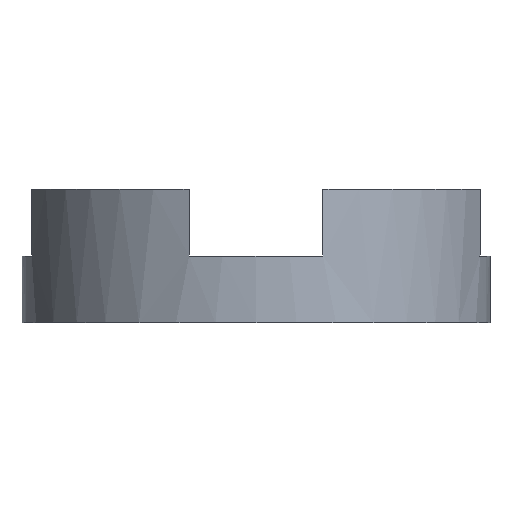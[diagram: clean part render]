
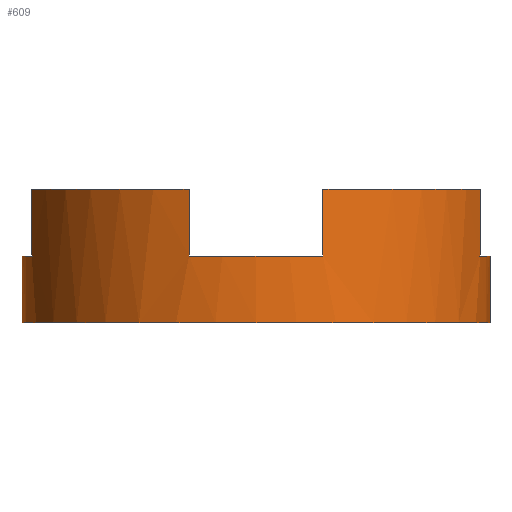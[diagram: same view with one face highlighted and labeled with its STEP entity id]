
A CAD part, front view. The second image highlights one B-rep face of the part: STEP entity #609.
In plain terms, the highlighted cylindrical face has radius 3.5 mm (diameter 7 mm), a partial arc.
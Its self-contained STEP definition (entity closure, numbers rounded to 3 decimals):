
#16 = VERTEX_POINT ( 'NONE', #773 ) ;
#29 = EDGE_CURVE ( 'NONE', #696, #438, #639, .T. ) ;
#30 = DIRECTION ( 'NONE',  ( 1., 0., 0. ) ) ;
#39 = CARTESIAN_POINT ( 'NONE',  ( -3.354, -1., 1. ) ) ;
#48 = CYLINDRICAL_SURFACE ( 'NONE', #84, 3.5 ) ;
#61 = FACE_OUTER_BOUND ( 'NONE', #716, .T. ) ;
#74 = VECTOR ( 'NONE', #175, 1000. ) ;
#77 = CARTESIAN_POINT ( 'NONE',  ( 3.5, 0., 2. ) ) ;
#78 = EDGE_CURVE ( 'NONE', #743, #448, #588, .T. ) ;
#84 = AXIS2_PLACEMENT_3D ( 'NONE', #416, #171, #782 ) ;
#93 = ORIENTED_EDGE ( 'NONE', *, *, #29, .T. ) ;
#100 = VERTEX_POINT ( 'NONE', #523 ) ;
#103 = EDGE_CURVE ( 'NONE', #691, #743, #112, .T. ) ;
#110 = CARTESIAN_POINT ( 'NONE',  ( -1., -3.354, 2. ) ) ;
#112 = CIRCLE ( 'NONE', #554, 3.5 ) ;
#131 = EDGE_CURVE ( 'NONE', #696, #258, #494, .T. ) ;
#137 = ORIENTED_EDGE ( 'NONE', *, *, #498, .T. ) ;
#145 = DIRECTION ( 'NONE',  ( 0., 0., 1. ) ) ;
#163 = LINE ( 'NONE', #303, #390 ) ;
#171 = DIRECTION ( 'NONE',  ( 0., 0., -1. ) ) ;
#174 = DIRECTION ( 'NONE',  ( -1., 0., 0. ) ) ;
#175 = DIRECTION ( 'NONE',  ( 0., 0., -1. ) ) ;
#193 = CIRCLE ( 'NONE', #358, 3.5 ) ;
#207 = ORIENTED_EDGE ( 'NONE', *, *, #719, .T. ) ;
#222 = ORIENTED_EDGE ( 'NONE', *, *, #286, .F. ) ;
#229 = CARTESIAN_POINT ( 'NONE',  ( 0., 0., 1. ) ) ;
#237 = CARTESIAN_POINT ( 'NONE',  ( -1., -3.354, 1. ) ) ;
#243 = DIRECTION ( 'NONE',  ( -1., 0., 0. ) ) ;
#256 = EDGE_CURVE ( 'NONE', #387, #100, #193, .T. ) ;
#258 = VERTEX_POINT ( 'NONE', #457 ) ;
#261 = DIRECTION ( 'NONE',  ( 0., 0., -1. ) ) ;
#286 = EDGE_CURVE ( 'NONE', #16, #448, #567, .T. ) ;
#294 = CARTESIAN_POINT ( 'NONE',  ( 1., -3.354, 2. ) ) ;
#296 = CARTESIAN_POINT ( 'NONE',  ( 0., 0., 1. ) ) ;
#302 = DIRECTION ( 'NONE',  ( 0., 0., -1. ) ) ;
#303 = CARTESIAN_POINT ( 'NONE',  ( 3.354, -1., 2. ) ) ;
#306 = LINE ( 'NONE', #602, #483 ) ;
#310 = CARTESIAN_POINT ( 'NONE',  ( 0., 0., 1. ) ) ;
#331 = VECTOR ( 'NONE', #591, 1000. ) ;
#333 = CIRCLE ( 'NONE', #669, 3.5 ) ;
#340 = DIRECTION ( 'NONE',  ( 0., 0., 1. ) ) ;
#343 = DIRECTION ( 'NONE',  ( 0., 0., -1. ) ) ;
#354 = DIRECTION ( 'NONE',  ( -1., 0., 0. ) ) ;
#358 = AXIS2_PLACEMENT_3D ( 'NONE', #681, #340, #689 ) ;
#362 = LINE ( 'NONE', #587, #466 ) ;
#371 = AXIS2_PLACEMENT_3D ( 'NONE', #637, #145, #30 ) ;
#387 = VERTEX_POINT ( 'NONE', #294 ) ;
#389 = ORIENTED_EDGE ( 'NONE', *, *, #78, .T. ) ;
#390 = VECTOR ( 'NONE', #414, 1000. ) ;
#411 = EDGE_CURVE ( 'NONE', #16, #536, #362, .T. ) ;
#414 = DIRECTION ( 'NONE',  ( 0., 0., 1. ) ) ;
#416 = CARTESIAN_POINT ( 'NONE',  ( 0., 0., 2. ) ) ;
#426 = CARTESIAN_POINT ( 'NONE',  ( 0., 0., 0. ) ) ;
#430 = DIRECTION ( 'NONE',  ( 0., 0., -1. ) ) ;
#438 = VERTEX_POINT ( 'NONE', #642 ) ;
#440 = VERTEX_POINT ( 'NONE', #526 ) ;
#448 = VERTEX_POINT ( 'NONE', #110 ) ;
#451 = ORIENTED_EDGE ( 'NONE', *, *, #131, .F. ) ;
#457 = CARTESIAN_POINT ( 'NONE',  ( 3.5, 0., 0. ) ) ;
#466 = VECTOR ( 'NONE', #343, 1000. ) ;
#483 = VECTOR ( 'NONE', #430, 1000. ) ;
#492 = ORIENTED_EDGE ( 'NONE', *, *, #740, .T. ) ;
#494 = LINE ( 'NONE', #77, #653 ) ;
#498 = EDGE_CURVE ( 'NONE', #438, #100, #163, .T. ) ;
#512 = ORIENTED_EDGE ( 'NONE', *, *, #103, .T. ) ;
#513 = VERTEX_POINT ( 'NONE', #649 ) ;
#520 = ORIENTED_EDGE ( 'NONE', *, *, #411, .T. ) ;
#523 = CARTESIAN_POINT ( 'NONE',  ( 3.354, -1., 2. ) ) ;
#524 = DIRECTION ( 'NONE',  ( 0., 0., 1. ) ) ;
#526 = CARTESIAN_POINT ( 'NONE',  ( -3.5, 0., 1. ) ) ;
#533 = DIRECTION ( 'NONE',  ( 0., 0., -1. ) ) ;
#534 = CARTESIAN_POINT ( 'NONE',  ( 3.5, 0., 1. ) ) ;
#536 = VERTEX_POINT ( 'NONE', #39 ) ;
#554 = AXIS2_PLACEMENT_3D ( 'NONE', #296, #533, #243 ) ;
#565 = AXIS2_PLACEMENT_3D ( 'NONE', #229, #604, #174 ) ;
#566 = ORIENTED_EDGE ( 'NONE', *, *, #256, .F. ) ;
#567 = CIRCLE ( 'NONE', #371, 3.5 ) ;
#587 = CARTESIAN_POINT ( 'NONE',  ( -3.354, -1., 2. ) ) ;
#588 = LINE ( 'NONE', #601, #331 ) ;
#591 = DIRECTION ( 'NONE',  ( 0., 0., 1. ) ) ;
#598 = CARTESIAN_POINT ( 'NONE',  ( 1., -3.354, 1. ) ) ;
#601 = CARTESIAN_POINT ( 'NONE',  ( -1., -3.354, 2. ) ) ;
#602 = CARTESIAN_POINT ( 'NONE',  ( -3.5, 0., 2. ) ) ;
#604 = DIRECTION ( 'NONE',  ( 0., 0., -1. ) ) ;
#609 = ADVANCED_FACE ( 'NONE', ( #61 ), #48, .T. ) ;
#611 = ORIENTED_EDGE ( 'NONE', *, *, #614, .T. ) ;
#614 = EDGE_CURVE ( 'NONE', #536, #440, #680, .T. ) ;
#618 = AXIS2_PLACEMENT_3D ( 'NONE', #310, #302, #354 ) ;
#637 = CARTESIAN_POINT ( 'NONE',  ( 0., 0., 2. ) ) ;
#639 = CIRCLE ( 'NONE', #565, 3.5 ) ;
#642 = CARTESIAN_POINT ( 'NONE',  ( 3.354, -1., 1. ) ) ;
#649 = CARTESIAN_POINT ( 'NONE',  ( -3.5, 0., 0. ) ) ;
#653 = VECTOR ( 'NONE', #261, 1000. ) ;
#660 = EDGE_CURVE ( 'NONE', #440, #513, #306, .T. ) ;
#669 = AXIS2_PLACEMENT_3D ( 'NONE', #426, #524, #768 ) ;
#680 = CIRCLE ( 'NONE', #618, 3.5 ) ;
#681 = CARTESIAN_POINT ( 'NONE',  ( 0., 0., 2. ) ) ;
#689 = DIRECTION ( 'NONE',  ( 1., 0., 0. ) ) ;
#691 = VERTEX_POINT ( 'NONE', #598 ) ;
#696 = VERTEX_POINT ( 'NONE', #534 ) ;
#714 = LINE ( 'NONE', #717, #74 ) ;
#716 = EDGE_LOOP ( 'NONE', ( #451, #93, #137, #566, #207, #512, #389, #222, #520, #611, #781, #492 ) ) ;
#717 = CARTESIAN_POINT ( 'NONE',  ( 1., -3.354, 2. ) ) ;
#719 = EDGE_CURVE ( 'NONE', #387, #691, #714, .T. ) ;
#740 = EDGE_CURVE ( 'NONE', #513, #258, #333, .T. ) ;
#743 = VERTEX_POINT ( 'NONE', #237 ) ;
#768 = DIRECTION ( 'NONE',  ( 1., 0., 0. ) ) ;
#773 = CARTESIAN_POINT ( 'NONE',  ( -3.354, -1., 2. ) ) ;
#781 = ORIENTED_EDGE ( 'NONE', *, *, #660, .T. ) ;
#782 = DIRECTION ( 'NONE',  ( -1., 0., 0. ) ) ;
